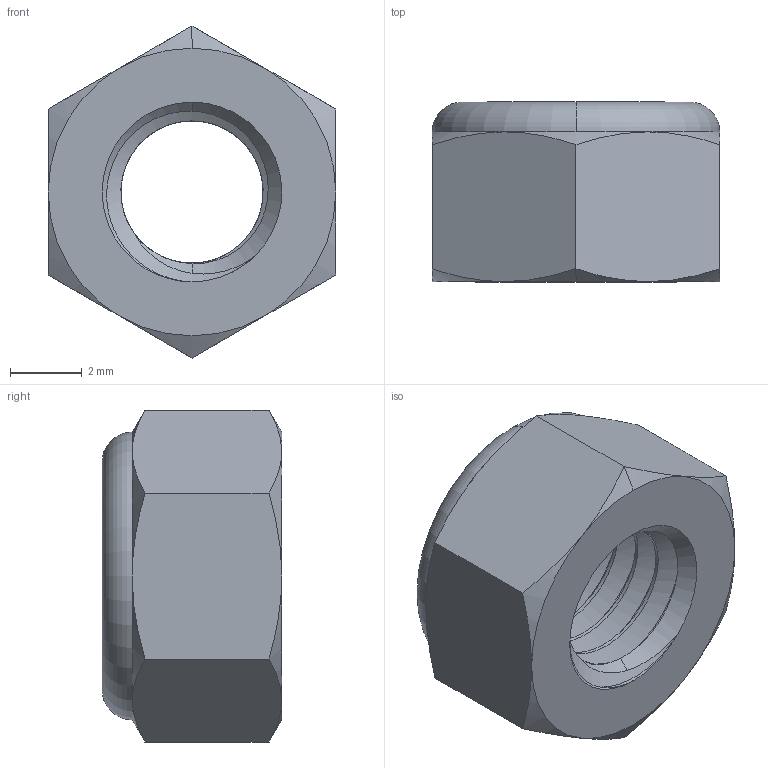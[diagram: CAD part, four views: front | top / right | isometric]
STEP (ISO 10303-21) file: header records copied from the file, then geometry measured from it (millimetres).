
FILE_DESCRIPTION (( 'STEP AP203' ), '1' );
FILE_NAME ('90237A120_High-Strength Steel Nylon-Insert Locknuts.STEP', '2021-07-08T02:26:52', ( 'Administrator' ), ( 'Managed by Terraform' ), 'SwSTEP 2.0', 'SolidWorks 2017', '' );
FILE_SCHEMA (( 'CONFIG_CONTROL_DESIGN' ));
Length unit declared in the file: millimetre
Products named in the file (1): 90237A120_High-Strength Steel Nylon-Insert Locknuts
Bounding box: 8 x 5 x 9.24 mm (x, y, z)
Volume: 190.6 mm3; surface area: 347.1 mm2
Topology: 2 solids, 2 shells, 59 faces, 136 edges, 81 vertices
Faces by surface type: cone 28, cylinder 16, plane 10, bspline 3, torus 2
Entity records: 2828 total; most frequent: CARTESIAN_POINT 1533, ORIENTED_EDGE 272, DIRECTION 234, EDGE_CURVE 136, AXIS2_PLACEMENT_3D 99, VERTEX_POINT 81, EDGE_LOOP 63, ADVANCED_FACE 59
